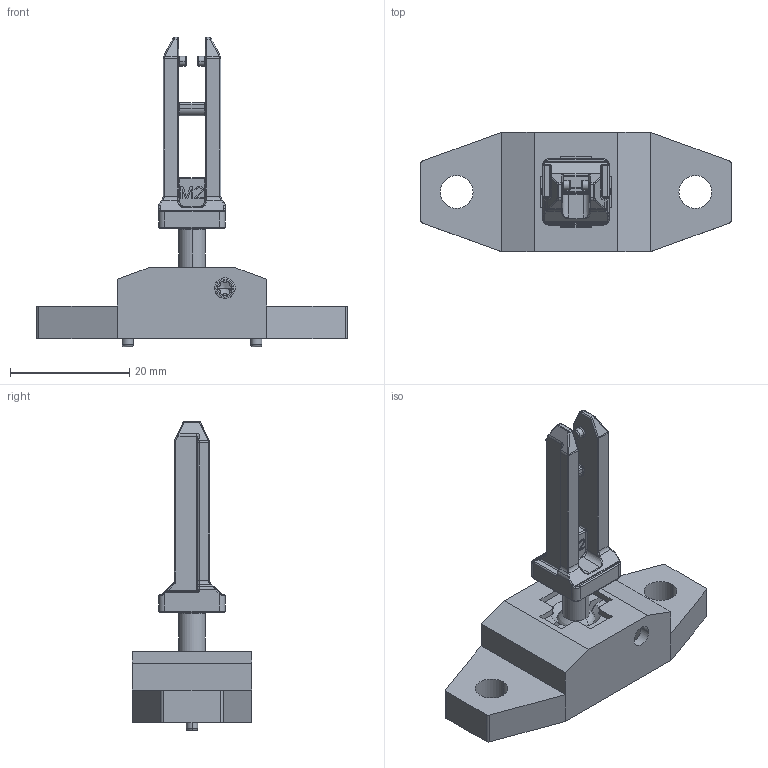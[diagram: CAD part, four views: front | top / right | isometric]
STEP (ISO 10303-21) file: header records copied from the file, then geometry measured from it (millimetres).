
FILE_DESCRIPTION((''),'2;1');
FILE_NAME('3911742397_SW0001','2024-01-24T10:35:45',('markus.finger'),(''),'CREO PARAMETRIC BY PTC INC, 2022124','CREO PARAMETRIC BY PTC INC, 2022124','');
FILE_SCHEMA(('AUTOMOTIVE_DESIGN { 1 0 10303 214 1 1 1 1 }'));
Products named in the file (1): 3911742397_SW0001
Bounding box: 52 x 20 x 51.8 mm (x, y, z)
Volume: 7302.9 mm3; surface area: 6997.4 mm2
Topology: 1 solids, 1 shells, 820 faces, 2187 edges, 1365 vertices
Faces by surface type: cylinder 299, plane 195, cone 95, torus 89, bspline 78, extrusion 48, sphere 16
Entity records: 69483 total; most frequent: CARTESIAN_POINT 49677, ORIENTED_EDGE 4362, DIRECTION 3580, EDGE_CURVE 2181, VERTEX_POINT 1365, AXIS2_PLACEMENT_3D 1326, VECTOR 925, LINE 877
